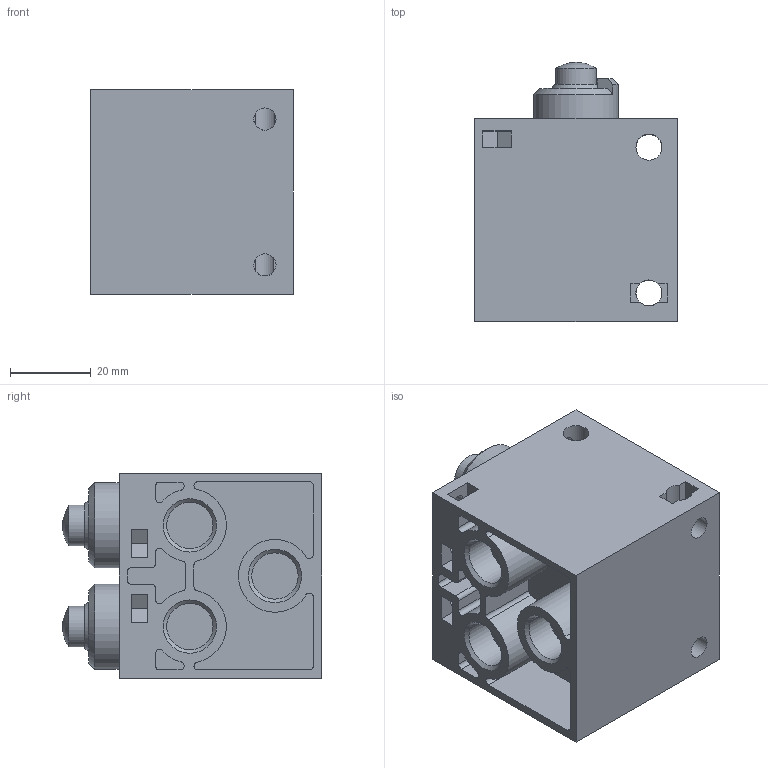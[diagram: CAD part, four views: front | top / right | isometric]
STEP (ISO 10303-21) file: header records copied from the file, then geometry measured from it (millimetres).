
FILE_DESCRIPTION(/* description */ ('STEP AP214'),/* implementation_level */ '2;1');
FILE_NAME(/* name */ '6809_V-5-1_4-B',/* time_stamp */ '2024-09-15T16:27:57+02:00',/* author */ ('License CC BY-ND 4.0'),/* organization */ ('CADENAS'),/* preprocessor_version */ 'ST-DEVELOPER v19.3',/* originating_system */ 'PARTsolutions',/* authorisation */ ' ');
FILE_SCHEMA (('AUTOMOTIVE_DESIGN {1 0 10303 214 3 1 1}'));
Length unit declared in the file: millimetre
Products named in the file (1): 6809 V-5-1/4-B---(0)
Bounding box: 50 x 63.97 x 50.4 mm (x, y, z)
Volume: 107400.5 mm3; surface area: 25156.8 mm2
Topology: 1 solids, 1 shells, 149 faces, 394 edges, 260 vertices
Faces by surface type: plane 80, cylinder 54, cone 13, sphere 2
Full cylindrical faces by diameter (mm): 3.242 x2, 4.5 x4, 5.5 x2, 6.4 x2, 10 x2, 11.445 x5, 21 x2
Entity records: 4448 total; most frequent: CARTESIAN_POINT 788, DIRECTION 770, ORIENTED_EDGE 698, EDGE_CURVE 349, AXIS2_PLACEMENT_3D 277, VERTEX_POINT 245, LINE 216, VECTOR 216
